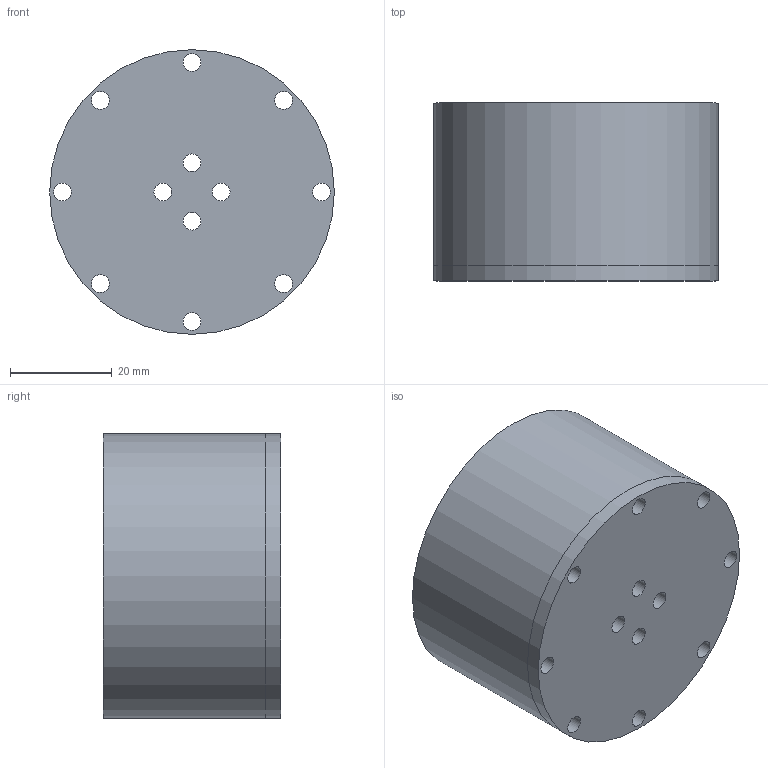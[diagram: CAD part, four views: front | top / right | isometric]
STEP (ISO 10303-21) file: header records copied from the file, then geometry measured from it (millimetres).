
FILE_DESCRIPTION(/* description */ (''),/* implementation_level */ '2;1');
FILE_NAME(/* name */ 'ruedaSilicona v13.step',/* time_stamp */ '2024-07-09T15:41:25-03:00',/* author */ (''),/* organization */ (''),/* preprocessor_version */ 'ST-DEVELOPER v20',/* originating_system */ 'Autodesk Translation Framework v13.14.0.145',/* authorisation */ '');
FILE_SCHEMA (('AUTOMOTIVE_DESIGN { 1 0 10303 214 3 1 1 }'));
Length unit declared in the file: millimetre
Products named in the file (1): ruedaSilicona
Bounding box: 56 x 35 x 56 mm (x, y, z)
Volume: 54797 mm3; surface area: 26743.9 mm2
Topology: 3 solids, 3 shells, 74 faces, 200 edges, 136 vertices
Faces by surface type: cylinder 40, plane 34
Full cylindrical faces by diameter (mm): 3.5 x24, 6 x4, 33 x1, 46 x1, 56 x2
Entity records: 2631 total; most frequent: CARTESIAN_POINT 555, DIRECTION 430, ORIENTED_EDGE 400, EDGE_CURVE 200, AXIS2_PLACEMENT_3D 167, VERTEX_POINT 136, EDGE_LOOP 128, LINE 96
